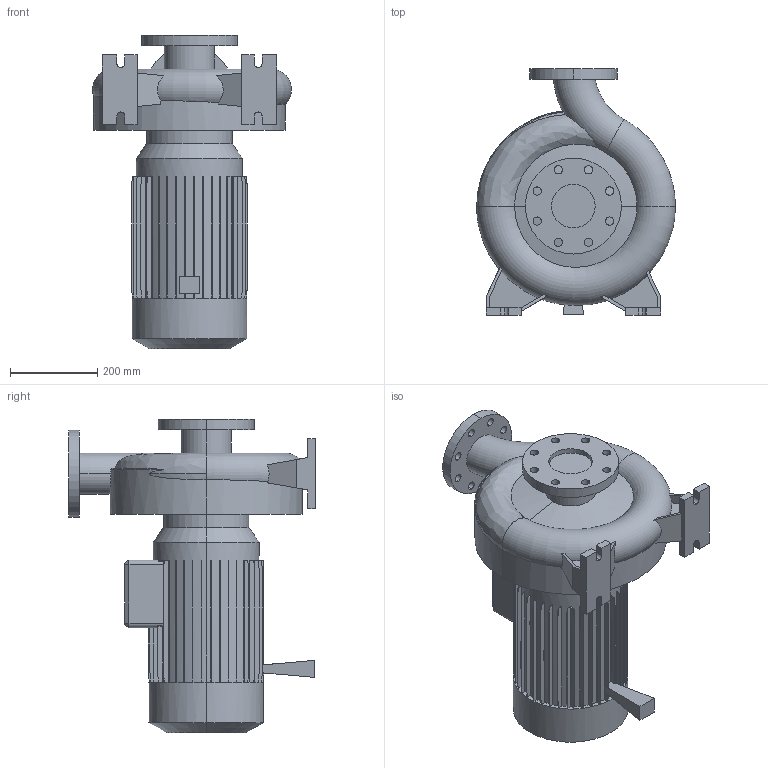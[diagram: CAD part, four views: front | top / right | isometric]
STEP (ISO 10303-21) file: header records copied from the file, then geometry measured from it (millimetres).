
FILE_DESCRIPTION (( 'STEP AP214' ), '1' );
FILE_NAME ('10010797swp02.step', '2023-01-20T15:15:39', ( '' ), ( '' ), 'SwSTEP 2.0', 'SolidWorks 2020', '' );
FILE_SCHEMA (( 'AUTOMOTIVE_DESIGN' ));
Length unit declared in the file: millimetre
Products named in the file (1): 10010797swp02
Bounding box: 455.92 x 565 x 719 mm (x, y, z)
Volume: 48332197.9 mm3; surface area: 1498640.9 mm2
Topology: 1 solids, 1 shells, 411 faces, 1192 edges, 791 vertices
Faces by surface type: plane 323, cylinder 68, cone 11, torus 7, bspline 2
Entity records: 15125 total; most frequent: CARTESIAN_POINT 4108, ORIENTED_EDGE 2384, DIRECTION 2168, EDGE_CURVE 1192, LINE 910, VECTOR 910, VERTEX_POINT 791, AXIS2_PLACEMENT_3D 629
